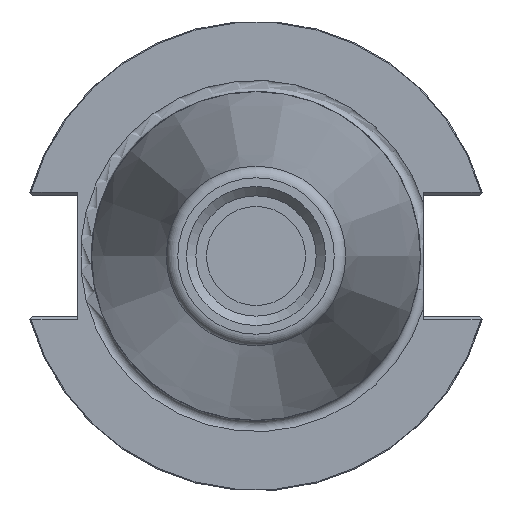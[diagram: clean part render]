
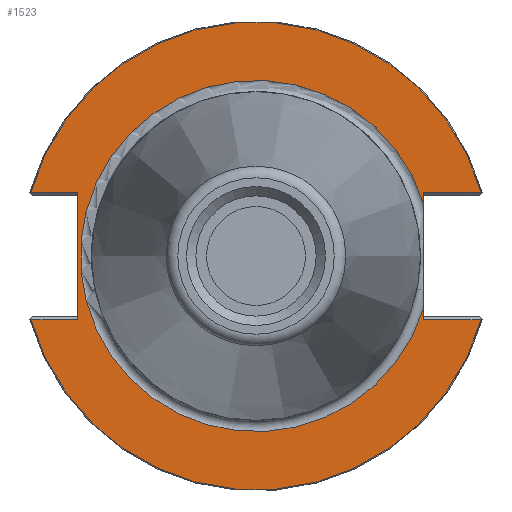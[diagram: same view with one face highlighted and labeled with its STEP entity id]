
A CAD part, left-side view. The second image highlights one B-rep face of the part: STEP entity #1523.
In plain terms, the highlighted planar face has unit normal (-1, 0, 0).
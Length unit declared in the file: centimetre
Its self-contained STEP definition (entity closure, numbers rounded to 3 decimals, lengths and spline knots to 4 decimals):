
#81=CIRCLE('',#1625,3.1623);
#83=CIRCLE('',#1630,3.1623);
#84=CIRCLE('',#1631,2.3741);
#230=FACE_OUTER_BOUND('',#333,.T.);
#333=EDGE_LOOP('',(#1046,#1047,#1048,#1049,#1050,#1051,#1052,#1053,#1054,
#1055));
#439=LINE('',#2313,#530);
#440=LINE('',#2335,#531);
#447=LINE('',#2392,#538);
#449=LINE('',#2396,#540);
#450=LINE('',#2398,#541);
#451=LINE('',#2400,#542);
#452=LINE('',#2403,#543);
#530=VECTOR('',#1798,0.1336);
#531=VECTOR('',#1799,0.1336);
#538=VECTOR('',#1816,0.7828);
#540=VECTOR('',#1820,0.6304);
#541=VECTOR('',#1821,1.7177);
#542=VECTOR('',#1822,0.6304);
#543=VECTOR('',#1825,0.7828);
#628=VERTEX_POINT('',#2310);
#629=VERTEX_POINT('',#2312);
#630=VERTEX_POINT('',#2314);
#631=VERTEX_POINT('',#2334);
#635=VERTEX_POINT('',#2343);
#636=VERTEX_POINT('',#2352);
#643=VERTEX_POINT('',#2395);
#644=VERTEX_POINT('',#2397);
#645=VERTEX_POINT('',#2399);
#646=VERTEX_POINT('',#2401);
#781=EDGE_CURVE('',#629,#628,#439,.T.);
#783=EDGE_CURVE('',#631,#630,#440,.T.);
#788=EDGE_CURVE('',#635,#636,#81,.T.);
#797=EDGE_CURVE('',#628,#636,#447,.T.);
#799=EDGE_CURVE('',#643,#635,#449,.T.);
#800=EDGE_CURVE('',#644,#643,#450,.T.);
#801=EDGE_CURVE('',#645,#644,#451,.T.);
#802=EDGE_CURVE('',#646,#645,#83,.T.);
#803=EDGE_CURVE('',#646,#631,#452,.T.);
#804=EDGE_CURVE('',#630,#629,#84,.T.);
#1046=ORIENTED_EDGE('',*,*,#788,.F.);
#1047=ORIENTED_EDGE('',*,*,#799,.F.);
#1048=ORIENTED_EDGE('',*,*,#800,.F.);
#1049=ORIENTED_EDGE('',*,*,#801,.F.);
#1050=ORIENTED_EDGE('',*,*,#802,.F.);
#1051=ORIENTED_EDGE('',*,*,#803,.T.);
#1052=ORIENTED_EDGE('',*,*,#783,.T.);
#1053=ORIENTED_EDGE('',*,*,#804,.T.);
#1054=ORIENTED_EDGE('',*,*,#781,.T.);
#1055=ORIENTED_EDGE('',*,*,#797,.T.);
#1377=PLANE('',#1629);
#1523=ADVANCED_FACE('',(#230),#1377,.T.);
#1625=AXIS2_PLACEMENT_3D('',#2353,#1805,#1806);
#1629=AXIS2_PLACEMENT_3D('',#2394,#1818,#1819);
#1630=AXIS2_PLACEMENT_3D('',#2402,#1823,#1824);
#1631=AXIS2_PLACEMENT_3D('',#2404,#1826,#1827);
#1798=DIRECTION('',(0.,0.,1.));
#1799=DIRECTION('',(0.,0.,1.));
#1805=DIRECTION('center_axis',(1.,0.,0.));
#1806=DIRECTION('ref_axis',(0.,0.,
1.));
#1816=DIRECTION('',(0.,-1.,0.));
#1818=DIRECTION('center_axis',(-1.,0.,0.));
#1819=DIRECTION('ref_axis',(0.,0.,1.));
#1820=DIRECTION('',(0.,1.,0.));
#1821=DIRECTION('',(0.,0.,1.));
#1822=DIRECTION('',(0.,-1.,0.));
#1823=DIRECTION('center_axis',(1.,0.,0.));
#1824=DIRECTION('ref_axis',(0.,0.,
-1.));
#1825=DIRECTION('',(0.,1.,0.));
#1826=DIRECTION('center_axis',(1.,0.,0.));
#1827=DIRECTION('ref_axis',(0.,0.,1.));
#2310=CARTESIAN_POINT('',(1.6752,-2.3776,0.8588));
#2312=CARTESIAN_POINT('',(1.6752,-2.3776,0.7252));
#2313=CARTESIAN_POINT('',(1.6752,-2.3776,0.));
#2314=CARTESIAN_POINT('',(1.6752,-2.3776,-0.7252));
#2334=CARTESIAN_POINT('',(1.6752,-2.3776,-0.8588));
#2335=CARTESIAN_POINT('',(1.6752,-2.3776,0.));
#2343=CARTESIAN_POINT('',(1.6752,2.9264,0.8588));
#2352=CARTESIAN_POINT('',(1.6752,-3.1604,0.8588));
#2353=CARTESIAN_POINT('Origin',(1.6752,-0.117,0.));
#2392=CARTESIAN_POINT('',(1.6752,-2.4093,0.8588));
#2394=CARTESIAN_POINT('Origin',(1.6752,-2.3395,0.));
#2395=CARTESIAN_POINT('',(1.6752,2.296,0.8588));
#2396=CARTESIAN_POINT('',(1.6752,-0.0471,0.8588));
#2397=CARTESIAN_POINT('',(1.6752,2.296,-0.8588));
#2398=CARTESIAN_POINT('',(1.6752,2.296,-0.8588));
#2399=CARTESIAN_POINT('',(1.6752,2.9264,-0.8588));
#2400=CARTESIAN_POINT('',(1.6752,0.5879,-0.8588));
#2401=CARTESIAN_POINT('',(1.6752,-3.1604,-0.8588));
#2402=CARTESIAN_POINT('Origin',(1.6752,-0.117,0.));
#2403=CARTESIAN_POINT('',(1.6752,-2.4093,-0.8588));
#2404=CARTESIAN_POINT('Origin',(1.6752,-0.117,0.));
